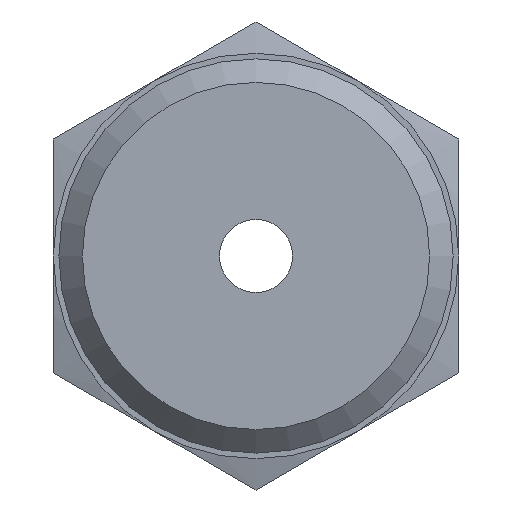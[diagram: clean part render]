
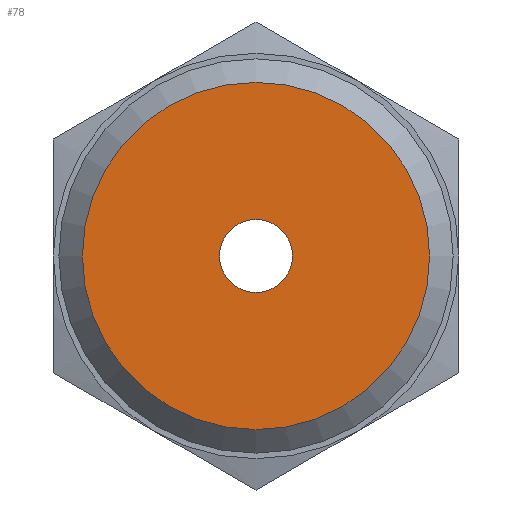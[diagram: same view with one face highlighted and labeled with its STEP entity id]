
A CAD part, front view. The second image highlights one B-rep face of the part: STEP entity #78.
In plain terms, the highlighted planar face has unit normal (0, -1, 0).
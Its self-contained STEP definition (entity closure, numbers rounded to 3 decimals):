
#78 = ADVANCED_FACE( '', ( #174, #175 ), #176, .T. );
#174 = FACE_OUTER_BOUND( '', #283, .T. );
#175 = FACE_BOUND( '', #284, .T. );
#176 = PLANE( '', #285 );
#283 = EDGE_LOOP( '', ( #436 ) );
#284 = EDGE_LOOP( '', ( #437 ) );
#285 = AXIS2_PLACEMENT_3D( '', #438, #439, #440 );
#436 = ORIENTED_EDGE( '', *, *, #617, .T. );
#437 = ORIENTED_EDGE( '', *, *, #618, .F. );
#438 = CARTESIAN_POINT( '', ( 0.9, -3.1, 0. ) );
#439 = DIRECTION( '', ( 0., -1., 0. ) );
#440 = DIRECTION( '', ( 0., 0., -1. ) );
#617 = EDGE_CURVE( '', #728, #728, #729, .T. );
#618 = EDGE_CURVE( '', #730, #730, #731, .T. );
#728 = VERTEX_POINT( '', #892 );
#729 = CIRCLE( '', #893, 4.283 );
#730 = VERTEX_POINT( '', #894 );
#731 = CIRCLE( '', #895, 0.9 );
#892 = CARTESIAN_POINT( '', ( 0., -3.1, -4.283 ) );
#893 = AXIS2_PLACEMENT_3D( '', #1036, #1037, #1038 );
#894 = CARTESIAN_POINT( '', ( 0., -3.1, -0.9 ) );
#895 = AXIS2_PLACEMENT_3D( '', #1039, #1040, #1041 );
#1036 = CARTESIAN_POINT( '', ( 0., -3.1, 0. ) );
#1037 = DIRECTION( '', ( 0., -1., 0. ) );
#1038 = DIRECTION( '', ( 0., 0., -1. ) );
#1039 = CARTESIAN_POINT( '', ( 0., -3.1, 0. ) );
#1040 = DIRECTION( '', ( 0., -1., 0. ) );
#1041 = DIRECTION( '', ( 0., 0., -1. ) );
